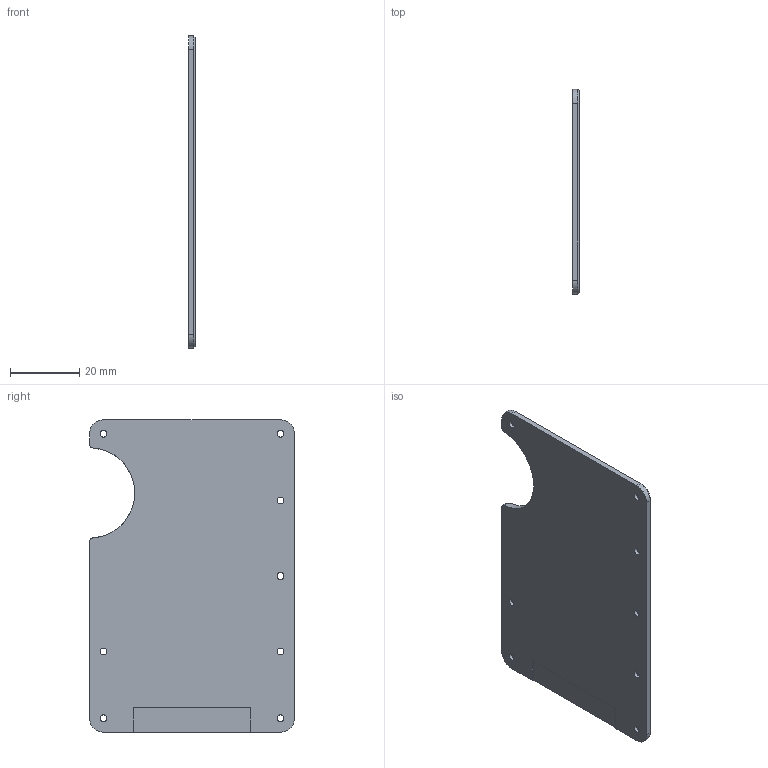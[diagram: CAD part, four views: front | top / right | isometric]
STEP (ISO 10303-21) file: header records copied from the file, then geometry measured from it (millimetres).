
FILE_DESCRIPTION(/* description */ (''),/* implementation_level */ '2;1');
FILE_NAME(/* name */ 'Komponente2.step',/* time_stamp */ '2023-02-23T22:40:17+01:00',/* author */ (''),/* organization */ (''),/* preprocessor_version */ 'ST-DEVELOPER v19.2',/* originating_system */ 'Autodesk Translation Framework v11.17.0.187',/* authorisation */ '');
FILE_SCHEMA (('AUTOMOTIVE_DESIGN { 1 0 10303 214 3 1 1 }'));
Length unit declared in the file: millimetre
Products named in the file (1): Prototype 1_Komponente2
Bounding box: 2 x 59 x 90 mm (x, y, z)
Volume: 9872.6 mm3; surface area: 10628.1 mm2
Topology: 1 solids, 1 shells, 45 faces, 113 edges, 70 vertices
Faces by surface type: plane 16, cylinder 15, cone 12, bspline 2
Full cylindrical faces by diameter (mm): 2 x8
Entity records: 1549 total; most frequent: CARTESIAN_POINT 381, DIRECTION 239, ORIENTED_EDGE 226, EDGE_CURVE 113, AXIS2_PLACEMENT_3D 88, VERTEX_POINT 70, LINE 63, VECTOR 63
